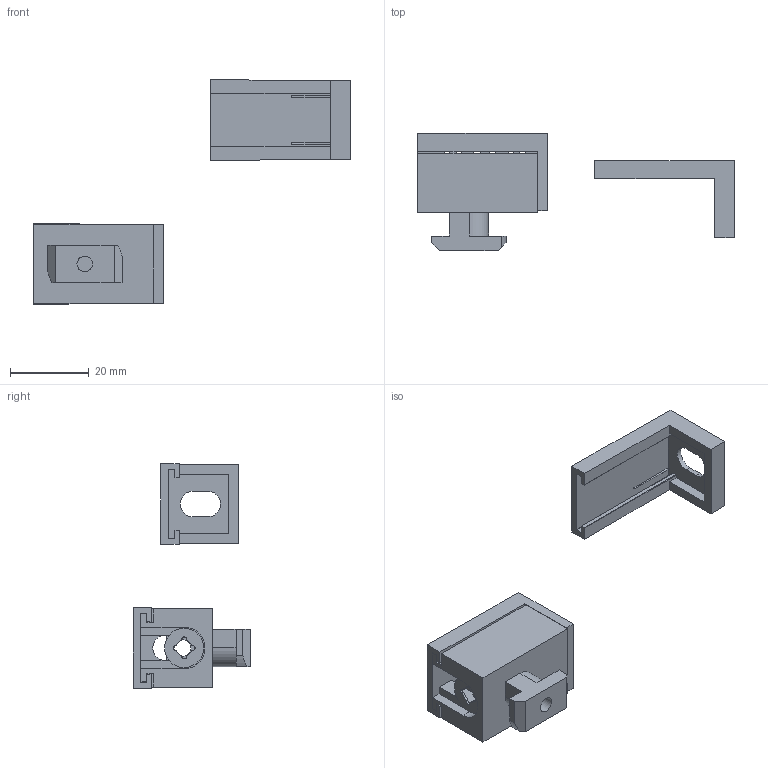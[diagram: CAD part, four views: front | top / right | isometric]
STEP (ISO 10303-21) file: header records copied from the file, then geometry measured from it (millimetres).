
FILE_DESCRIPTION(/* description */ ('STEP AP214'),/* implementation_level */ '2;1');
FILE_NAME(/* name */ '094513M5CS',/* time_stamp */ '2022-11-24T10:02:31+01:00',/* author */ ('License CC BY-ND 4.0'),/* organization */ ('CADENAS'),/* preprocessor_version */ 'ST-DEVELOPER v18.102',/* originating_system */ 'PARTsolutions',/* authorisation */ ' ');
FILE_SCHEMA (('AUTOMOTIVE_DESIGN {1 0 10303 214 3 1 1}'));
Length unit declared in the file: millimetre
Products named in the file (6): 094513M5CS; 094513M5CS3; 094513M5CS2; 094513M5CS5; 094513M5CS4; 094513M5CS1
Assembly tree (5 placements, depth 2):
  094513M5CS
    094513M5CS3
    094513M5CS2
    094513M5CS5
    094513M5CS4
    094513M5CS1
Bounding box: 80.5 x 29.8 x 57.1 mm (x, y, z)
Volume: 12654.2 mm3; surface area: 12336 mm2
Topology: 5 solids, 5 shells, 225 faces, 665 edges, 427 vertices
Faces by surface type: plane 166, cylinder 50, torus 5, cone 4
Full cylindrical faces by diameter (mm): 4 x1, 4.2 x1, 10 x1
Entity records: 7606 total; most frequent: CARTESIAN_POINT 1343, ORIENTED_EDGE 1318, DIRECTION 1234, EDGE_CURVE 659, LINE 534, VECTOR 534, VERTEX_POINT 425, AXIS2_PLACEMENT_3D 350
